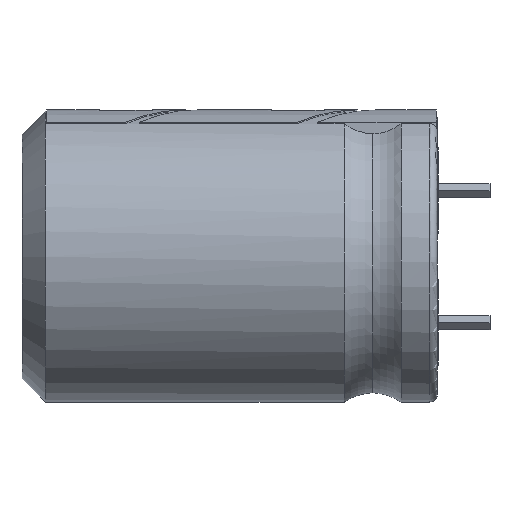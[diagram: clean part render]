
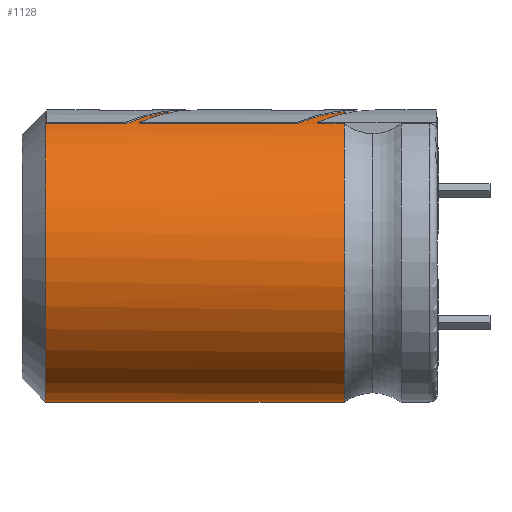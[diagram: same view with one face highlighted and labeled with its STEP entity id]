
A CAD part, left-side view. The second image highlights one B-rep face of the part: STEP entity #1128.
In plain terms, the highlighted cylindrical face has radius 11 mm (diameter 22 mm), a partial arc.
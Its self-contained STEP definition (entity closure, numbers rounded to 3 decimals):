
#390 = DIRECTION ( 'NONE',  ( 0., 0., 1. ) ) ;
#557 = EDGE_CURVE ( 'NONE', #2065, #10278, #3580, .T. ) ;
#650 = LINE ( 'NONE', #11214, #10823 ) ;
#1054 = CIRCLE ( 'NONE', #2225, 11. ) ;
#1128 = ADVANCED_FACE ( 'NONE', ( #10230 ), #3761, .T. ) ;
#1167 = CARTESIAN_POINT ( 'NONE',  ( 0., 24.758, 11. ) ) ;
#1193 = CARTESIAN_POINT ( 'NONE',  ( -2.16, 3.368, 10.855 ) ) ;
#1289 = CARTESIAN_POINT ( 'NONE',  ( -4.463, 24.671, 10.054 ) ) ;
#1515 = DIRECTION ( 'NONE',  ( 0., 1., 0. ) ) ;
#1743 = CARTESIAN_POINT ( 'NONE',  ( 0., 32.893, 11. ) ) ;
#2035 = CARTESIAN_POINT ( 'NONE',  ( 0., 14.208, 11. ) ) ;
#2065 = VERTEX_POINT ( 'NONE', #1289 ) ;
#2084 = ORIENTED_EDGE ( 'NONE', *, *, #14403, .T. ) ;
#2115 = EDGE_CURVE ( 'NONE', #11722, #8614, #7116, .T. ) ;
#2174 = CARTESIAN_POINT ( 'NONE',  ( -4.463, 17.671, 10.054 ) ) ;
#2225 = AXIS2_PLACEMENT_3D ( 'NONE', #10281, #3434, #4684 ) ;
#2228 = ORIENTED_EDGE ( 'NONE', *, *, #2115, .T. ) ;
#2271 = AXIS2_PLACEMENT_3D ( 'NONE', #5202, #1515, #390 ) ;
#2369 = VERTEX_POINT ( 'NONE', #12454 ) ;
#2721 = EDGE_CURVE ( 'NONE', #8086, #5652, #7981, .T. ) ;
#2878 = CARTESIAN_POINT ( 'NONE',  ( 0., 32.893, 11. ) ) ;
#2925 = DIRECTION ( 'NONE',  ( 0., 1., 0. ) ) ;
#3162 = EDGE_CURVE ( 'NONE', #5439, #9679, #11074, .T. ) ;
#3434 = DIRECTION ( 'NONE',  ( 0., 1., 0. ) ) ;
#3507 = AXIS2_PLACEMENT_3D ( 'NONE', #5401, #5167, #9650 ) ;
#3541 = CARTESIAN_POINT ( 'NONE',  ( 0., 13.208, 11. ) ) ;
#3545 = EDGE_CURVE ( 'NONE', #10278, #3618, #4135, .T. ) ;
#3557 = EDGE_CURVE ( 'NONE', #14086, #8086, #12011, .T. ) ;
#3580 = CIRCLE ( 'NONE', #13686, 11. ) ;
#3618 = VERTEX_POINT ( 'NONE', #1167 ) ;
#3761 = CYLINDRICAL_SURFACE ( 'NONE', #11041, 11. ) ;
#3900 = CARTESIAN_POINT ( 'NONE',  ( -4.463, 32.893, 10.054 ) ) ;
#4061 = EDGE_CURVE ( 'NONE', #9643, #14086, #12565, .T. ) ;
#4135 = LINE ( 'NONE', #2878, #4759 ) ;
#4214 = DIRECTION ( 'NONE',  ( 0., 1., 0. ) ) ;
#4391 = VECTOR ( 'NONE', #10166, 1000. ) ;
#4500 = VECTOR ( 'NONE', #11918, 1000. ) ;
#4625 = ORIENTED_EDGE ( 'NONE', *, *, #7500, .F. ) ;
#4684 = DIRECTION ( 'NONE',  ( 0., 0., 1. ) ) ;
#4759 = VECTOR ( 'NONE', #8621, 1000. ) ;
#4850 = CARTESIAN_POINT ( 'NONE',  ( -3.052, 17.26, 10.68 ) ) ;
#5054 = ORIENTED_EDGE ( 'NONE', *, *, #14506, .T. ) ;
#5167 = DIRECTION ( 'NONE',  ( 0., 1., 0. ) ) ;
#5202 = CARTESIAN_POINT ( 'NONE',  ( 0., 2.15, 0. ) ) ;
#5242 = CARTESIAN_POINT ( 'NONE',  ( 0., 24.758, -11. ) ) ;
#5294 = LINE ( 'NONE', #1743, #4500 ) ;
#5401 = CARTESIAN_POINT ( 'NONE',  ( 0., 24.758, 0. ) ) ;
#5439 = VERTEX_POINT ( 'NONE', #14317 ) ;
#5540 = ORIENTED_EDGE ( 'NONE', *, *, #3162, .T. ) ;
#5590 = CARTESIAN_POINT ( 'NONE',  ( 0., 24.671, 0. ) ) ;
#5652 = VERTEX_POINT ( 'NONE', #6370 ) ;
#5731 = CARTESIAN_POINT ( 'NONE',  ( -4.463, 5.671, 10.054 ) ) ;
#5920 = EDGE_LOOP ( 'NONE', ( #4625, #14137, #2084, #2228, #8582, #9478, #8450, #12898, #5054, #5540, #6017, #7409, #7344, #6192 ) ) ;
#6017 = ORIENTED_EDGE ( 'NONE', *, *, #13460, .T. ) ;
#6166 = VECTOR ( 'NONE', #2925, 1000. ) ;
#6192 = ORIENTED_EDGE ( 'NONE', *, *, #11912, .F. ) ;
#6370 = CARTESIAN_POINT ( 'NONE',  ( 0., 13.208, 11. ) ) ;
#6576 = CARTESIAN_POINT ( 'NONE',  ( -1.543, 15.751, 11. ) ) ;
#6623 = CARTESIAN_POINT ( 'NONE',  ( -4.463, 17.671, 10.054 ) ) ;
#6626 = DIRECTION ( 'NONE',  ( 1., 0., 0. ) ) ;
#6989 = CARTESIAN_POINT ( 'NONE',  ( 0., 32.893, 0. ) ) ;
#7116 =( BOUNDED_CURVE ( )  B_SPLINE_CURVE ( 3, ( #8307, #7194, #11685, #10799 ),
 .UNSPECIFIED., .F., .F. ) 
 B_SPLINE_CURVE_WITH_KNOTS ( ( 4, 4 ),
 ( 1.153, 1.347 ),
 .UNSPECIFIED. ) 
 CURVE ( )  GEOMETRIC_REPRESENTATION_ITEM ( )  RATIONAL_B_SPLINE_CURVE ( ( 1., 0.997, 0.997, 1. ) ) 
 REPRESENTATION_ITEM ( '' )  );
#7173 = CARTESIAN_POINT ( 'NONE',  ( -4.463, 4.171, 10.054 ) ) ;
#7194 = CARTESIAN_POINT ( 'NONE',  ( -3.812, 3.52, 10.343 ) ) ;
#7344 = ORIENTED_EDGE ( 'NONE', *, *, #3545, .T. ) ;
#7409 = ORIENTED_EDGE ( 'NONE', *, *, #557, .T. ) ;
#7500 = EDGE_CURVE ( 'NONE', #14191, #14173, #7888, .T. ) ;
#7888 = LINE ( 'NONE', #12504, #4391 ) ;
#7981 =( BOUNDED_CURVE ( )  B_SPLINE_CURVE ( 3, ( #2174, #9940, #11119, #3541 ),
 .UNSPECIFIED., .F., .T. ) 
 B_SPLINE_CURVE_WITH_KNOTS ( ( 4, 4 ),
 ( 1.153, 1.571 ),
 .UNSPECIFIED. ) 
 CURVE ( )  GEOMETRIC_REPRESENTATION_ITEM ( )  RATIONAL_B_SPLINE_CURVE ( ( 1., 0.986, 0.986, 1. ) ) 
 REPRESENTATION_ITEM ( '' )  );
#8086 = VERTEX_POINT ( 'NONE', #6623 ) ;
#8307 = CARTESIAN_POINT ( 'NONE',  ( -4.463, 4.171, 10.054 ) ) ;
#8423 = EDGE_CURVE ( 'NONE', #14191, #2369, #10063, .T. ) ;
#8450 = ORIENTED_EDGE ( 'NONE', *, *, #3557, .T. ) ;
#8582 = ORIENTED_EDGE ( 'NONE', *, *, #10243, .T. ) ;
#8614 = VERTEX_POINT ( 'NONE', #11667 ) ;
#8621 = DIRECTION ( 'NONE',  ( 0., 1., 0. ) ) ;
#8691 = CARTESIAN_POINT ( 'NONE',  ( 0., 2.15, -11. ) ) ;
#9478 = ORIENTED_EDGE ( 'NONE', *, *, #4061, .T. ) ;
#9643 = VERTEX_POINT ( 'NONE', #13145 ) ;
#9650 = DIRECTION ( 'NONE',  ( 0., 0., 1. ) ) ;
#9679 = VERTEX_POINT ( 'NONE', #10852 ) ;
#9835 = CIRCLE ( 'NONE', #3507, 11. ) ;
#9940 = CARTESIAN_POINT ( 'NONE',  ( -3.052, 16.26, 10.68 ) ) ;
#10063 = CIRCLE ( 'NONE', #2271, 11. ) ;
#10166 = DIRECTION ( 'NONE',  ( 0., 1., 0. ) ) ;
#10230 = FACE_OUTER_BOUND ( 'NONE', #5920, .T. ) ;
#10243 = EDGE_CURVE ( 'NONE', #8614, #9643, #1054, .T. ) ;
#10266 = CARTESIAN_POINT ( 'NONE',  ( -3.345, 4.553, 10.55 ) ) ;
#10278 = VERTEX_POINT ( 'NONE', #13715 ) ;
#10281 = CARTESIAN_POINT ( 'NONE',  ( 0., 2.15, 0. ) ) ;
#10561 = CARTESIAN_POINT ( 'NONE',  ( -4.463, 5.671, 10.054 ) ) ;
#10799 = CARTESIAN_POINT ( 'NONE',  ( -2.442, 2.15, 10.726 ) ) ;
#10823 = VECTOR ( 'NONE', #11148, 1000. ) ;
#10852 = CARTESIAN_POINT ( 'NONE',  ( -4.463, 18.671, 10.054 ) ) ;
#11041 = AXIS2_PLACEMENT_3D ( 'NONE', #6989, #12499, #11493 ) ;
#11074 =( BOUNDED_CURVE ( )  B_SPLINE_CURVE ( 3, ( #2035, #6576, #4850, #12655 ),
 .UNSPECIFIED., .F., .F. ) 
 B_SPLINE_CURVE_WITH_KNOTS ( ( 4, 4 ),
 ( 4.712, 5.13 ),
 .UNSPECIFIED. ) 
 CURVE ( )  GEOMETRIC_REPRESENTATION_ITEM ( )  RATIONAL_B_SPLINE_CURVE ( ( 1., 0.986, 0.986, 1. ) ) 
 REPRESENTATION_ITEM ( '' )  );
#11119 = CARTESIAN_POINT ( 'NONE',  ( -1.543, 14.751, 11. ) ) ;
#11148 = DIRECTION ( 'NONE',  ( 0., 1., 0. ) ) ;
#11214 = CARTESIAN_POINT ( 'NONE',  ( -4.463, 32.893, 10.054 ) ) ;
#11493 = DIRECTION ( 'NONE',  ( 0., 0., 1. ) ) ;
#11667 = CARTESIAN_POINT ( 'NONE',  ( -2.442, 2.15, 10.726 ) ) ;
#11685 = CARTESIAN_POINT ( 'NONE',  ( -3.136, 2.844, 10.567 ) ) ;
#11722 = VERTEX_POINT ( 'NONE', #7173 ) ;
#11727 = CARTESIAN_POINT ( 'NONE',  ( -4.463, 32.893, 10.054 ) ) ;
#11912 = EDGE_CURVE ( 'NONE', #14173, #3618, #9835, .T. ) ;
#11918 = DIRECTION ( 'NONE',  ( 0., 1., 0. ) ) ;
#12011 = LINE ( 'NONE', #11727, #12753 ) ;
#12310 = CARTESIAN_POINT ( 'NONE',  ( -0.942, 2.15, 10.96 ) ) ;
#12327 = DIRECTION ( 'NONE',  ( 0., 1., 0. ) ) ;
#12454 = CARTESIAN_POINT ( 'NONE',  ( -4.463, 2.15, 10.054 ) ) ;
#12499 = DIRECTION ( 'NONE',  ( 0., 1., 0. ) ) ;
#12504 = CARTESIAN_POINT ( 'NONE',  ( 0., 32.893, -11. ) ) ;
#12565 =( BOUNDED_CURVE ( )  B_SPLINE_CURVE ( 3, ( #12310, #1193, #10266, #5731 ),
 .UNSPECIFIED., .F., .T. ) 
 B_SPLINE_CURVE_WITH_KNOTS ( ( 4, 4 ),
 ( 4.798, 5.13 ),
 .UNSPECIFIED. ) 
 CURVE ( )  GEOMETRIC_REPRESENTATION_ITEM ( )  RATIONAL_B_SPLINE_CURVE ( ( 1., 0.991, 0.991, 1. ) ) 
 REPRESENTATION_ITEM ( '' )  );
#12655 = CARTESIAN_POINT ( 'NONE',  ( -4.463, 18.671, 10.054 ) ) ;
#12753 = VECTOR ( 'NONE', #4214, 1000. ) ;
#12898 = ORIENTED_EDGE ( 'NONE', *, *, #2721, .T. ) ;
#13145 = CARTESIAN_POINT ( 'NONE',  ( -0.942, 2.15, 10.96 ) ) ;
#13460 = EDGE_CURVE ( 'NONE', #9679, #2065, #650, .T. ) ;
#13686 = AXIS2_PLACEMENT_3D ( 'NONE', #5590, #12327, #6626 ) ;
#13715 = CARTESIAN_POINT ( 'NONE',  ( 0., 24.671, 11. ) ) ;
#14007 = LINE ( 'NONE', #3900, #6166 ) ;
#14086 = VERTEX_POINT ( 'NONE', #10561 ) ;
#14137 = ORIENTED_EDGE ( 'NONE', *, *, #8423, .T. ) ;
#14173 = VERTEX_POINT ( 'NONE', #5242 ) ;
#14191 = VERTEX_POINT ( 'NONE', #8691 ) ;
#14317 = CARTESIAN_POINT ( 'NONE',  ( 0., 14.208, 11. ) ) ;
#14403 = EDGE_CURVE ( 'NONE', #2369, #11722, #14007, .T. ) ;
#14506 = EDGE_CURVE ( 'NONE', #5652, #5439, #5294, .T. ) ;
